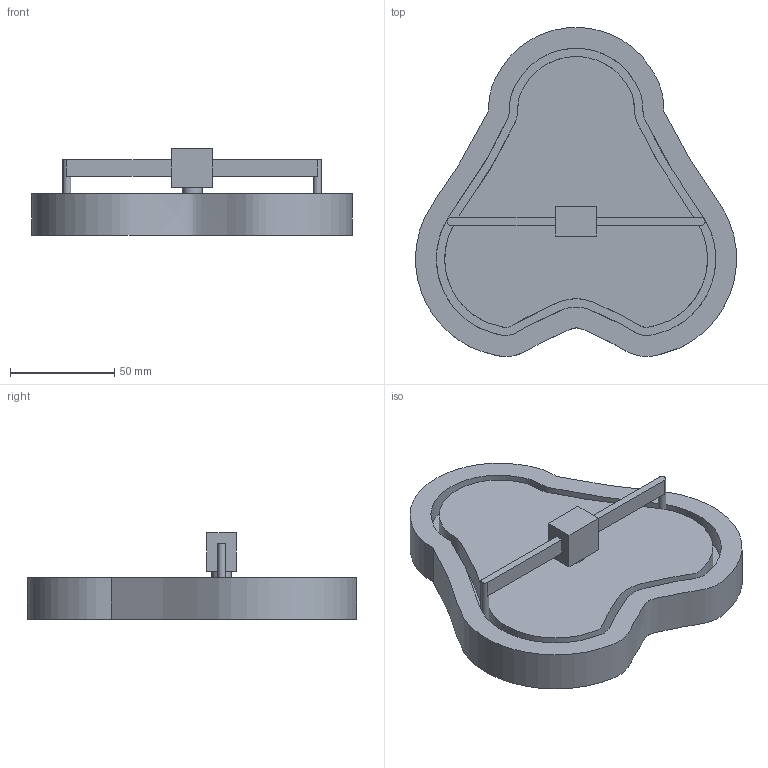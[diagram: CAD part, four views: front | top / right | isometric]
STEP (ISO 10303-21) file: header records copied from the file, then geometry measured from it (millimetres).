
FILE_DESCRIPTION(/* description */ (''),/* implementation_level */ '2;1');
FILE_NAME(/* name */ 'Cam 2004 v0.step',/* time_stamp */ '2021-02-24T21:46:50-08:00',/* author */ (''),/* organization */ (''),/* preprocessor_version */ 'ST-DEVELOPER v18.1',/* originating_system */ 'Autodesk Translation Framework v9.7.1.1290',/* authorisation */ '');
FILE_SCHEMA (('AUTOMOTIVE_DESIGN { 1 0 10303 214 3 1 1 }'));
Length unit declared in the file: millimetre
Products named in the file (4): Cam 2004; Component1; Component2; Component3
Assembly tree (3 placements, depth 2):
  Cam 2004
    Component1
    Component2
    Component3
Bounding box: 153.79 x 157.7 x 41.5 mm (x, y, z)
Volume: 331196.3 mm3; surface area: 59866.2 mm2
Topology: 3 solids, 3 shells, 30 faces, 63 edges, 42 vertices
Faces by surface type: plane 21, bspline 5, cylinder 4
Full cylindrical faces by diameter (mm): 3.75 x2, 9.5 x1, 10 x1
Entity records: 3378 total; most frequent: CARTESIAN_POINT 2631, DIRECTION 129, ORIENTED_EDGE 126, EDGE_CURVE 63, AXIS2_PLACEMENT_3D 44, VERTEX_POINT 42, LINE 41, VECTOR 41
